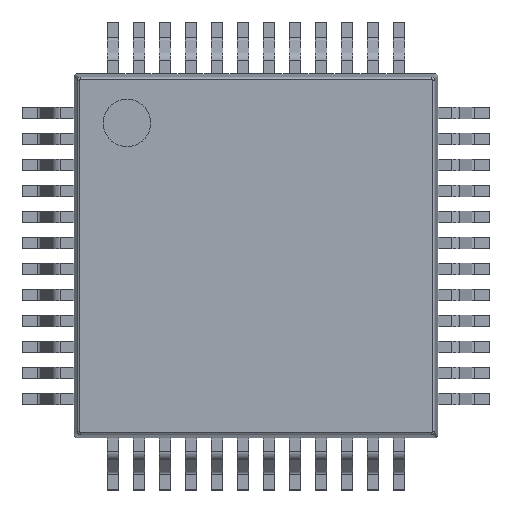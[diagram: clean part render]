
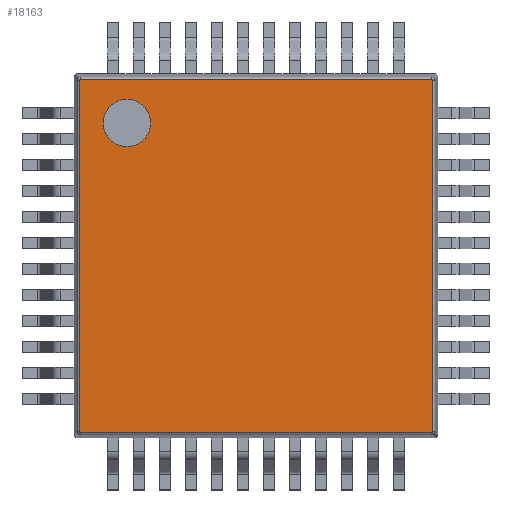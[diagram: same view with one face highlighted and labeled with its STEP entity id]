
A CAD part, top view. The second image highlights one B-rep face of the part: STEP entity #18163.
In plain terms, the highlighted planar face has unit normal (0, 0, 1).
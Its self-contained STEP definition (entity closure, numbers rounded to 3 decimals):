
#24=ELLIPSE('',#19177,0.021,0.02);
#26=ELLIPSE('',#19179,0.021,0.02);
#32=ELLIPSE('',#19234,0.021,0.02);
#33=ELLIPSE('',#19235,0.021,0.02);
#394=CIRCLE('',#19233,0.456);
#3407=ORIENTED_EDGE('',*,*,#6063,.F.);
#3408=ORIENTED_EDGE('',*,*,#6064,.T.);
#3409=ORIENTED_EDGE('',*,*,#5819,.T.);
#3410=ORIENTED_EDGE('',*,*,#5984,.T.);
#3411=ORIENTED_EDGE('',*,*,#6065,.T.);
#3412=ORIENTED_EDGE('',*,*,#5986,.T.);
#3413=ORIENTED_EDGE('',*,*,#5813,.T.);
#3414=ORIENTED_EDGE('',*,*,#6066,.T.);
#3415=ORIENTED_EDGE('',*,*,#6067,.T.);
#5813=EDGE_CURVE('',#7300,#7302,#8693,.F.);
#5819=EDGE_CURVE('',#7303,#7306,#8697,.F.);
#5984=EDGE_CURVE('',#7306,#7430,#24,.T.);
#5986=EDGE_CURVE('',#7431,#7300,#26,.T.);
#6063=EDGE_CURVE('',#7479,#7479,#394,.T.);
#6064=EDGE_CURVE('',#7480,#7303,#32,.T.);
#6065=EDGE_CURVE('',#7430,#7431,#8857,.F.);
#6066=EDGE_CURVE('',#7302,#7481,#33,.T.);
#6067=EDGE_CURVE('',#7481,#7480,#8858,.F.);
#7300=VERTEX_POINT('',#25844);
#7302=VERTEX_POINT('',#25848);
#7303=VERTEX_POINT('',#25855);
#7306=VERTEX_POINT('',#25860);
#7430=VERTEX_POINT('',#26231);
#7431=VERTEX_POINT('',#26247);
#7479=VERTEX_POINT('',#26419);
#7480=VERTEX_POINT('',#26421);
#7481=VERTEX_POINT('',#26424);
#8693=LINE('',#25849,#10197);
#8697=LINE('',#25861,#10201);
#8857=LINE('',#26422,#10361);
#8858=LINE('',#26425,#10362);
#10197=VECTOR('',#21957,1000.);
#10201=VECTOR('',#21969,1000.);
#10361=VECTOR('',#22439,1000.);
#10362=VECTOR('',#22442,1000.);
#11218=EDGE_LOOP('',(#3407));
#11219=EDGE_LOOP('',(#3408,#3409,#3410,#3411,#3412,#3413,#3414,#3415));
#11936=FACE_BOUND('',#11218,.T.);
#11937=FACE_BOUND('',#11219,.T.);
#12484=PLANE('',#19232);
#18163=ADVANCED_FACE('',(#11936,#11937),#12484,.T.);
#19177=AXIS2_PLACEMENT_3D('',#26232,#22277,#22278);
#19179=AXIS2_PLACEMENT_3D('',#26246,#22281,#22282);
#19232=AXIS2_PLACEMENT_3D('',#26417,#22433,#22434);
#19233=AXIS2_PLACEMENT_3D('',#26418,#22435,#22436);
#19234=AXIS2_PLACEMENT_3D('',#26420,#22437,#22438);
#19235=AXIS2_PLACEMENT_3D('',#26423,#22440,#22441);
#21957=DIRECTION('',(1.,0.,0.));
#21969=DIRECTION('',(-1.,0.,0.));
#22277=DIRECTION('',(0.,0.,1.));
#22278=DIRECTION('',(0.707,-0.707,0.));
#22281=DIRECTION('',(0.,0.,1.));
#22282=DIRECTION('',(0.707,0.707,0.));
#22433=DIRECTION('',(0.,0.,1.));
#22434=DIRECTION('',(1.,0.,0.));
#22435=DIRECTION('',(0.,0.,1.));
#22436=DIRECTION('',(1.,0.,0.));
#22437=DIRECTION('',(0.,0.,1.));
#22438=DIRECTION('',(-0.707,-0.707,0.));
#22439=DIRECTION('',(0.,-1.,0.));
#22440=DIRECTION('',(0.,0.,1.));
#22441=DIRECTION('',(-0.707,0.707,0.));
#22442=DIRECTION('',(0.,1.,0.));
#25844=CARTESIAN_POINT('',(3.376,3.396,0.7));
#25848=CARTESIAN_POINT('',(-3.376,3.396,0.7));
#25849=CARTESIAN_POINT('',(-3.372,3.396,0.7));
#25855=CARTESIAN_POINT('',(-3.376,-3.396,0.7));
#25860=CARTESIAN_POINT('',(3.376,-3.396,0.7));
#25861=CARTESIAN_POINT('',(3.372,-3.396,0.7));
#26231=CARTESIAN_POINT('',(3.396,-3.376,0.7));
#26232=CARTESIAN_POINT('',(3.376,-3.376,0.7));
#26246=CARTESIAN_POINT('',(3.376,3.376,0.7));
#26247=CARTESIAN_POINT('',(3.396,3.376,0.7));
#26417=CARTESIAN_POINT('',(0.,0.,0.7));
#26418=CARTESIAN_POINT('',(-2.481,2.556,0.7));
#26419=CARTESIAN_POINT('',(-2.025,2.556,0.7));
#26420=CARTESIAN_POINT('',(-3.376,-3.376,0.7));
#26421=CARTESIAN_POINT('',(-3.396,-3.376,0.7));
#26422=CARTESIAN_POINT('',(3.396,3.372,0.7));
#26423=CARTESIAN_POINT('',(-3.376,3.376,0.7));
#26424=CARTESIAN_POINT('',(-3.396,3.376,0.7));
#26425=CARTESIAN_POINT('',(-3.396,-3.372,0.7));
